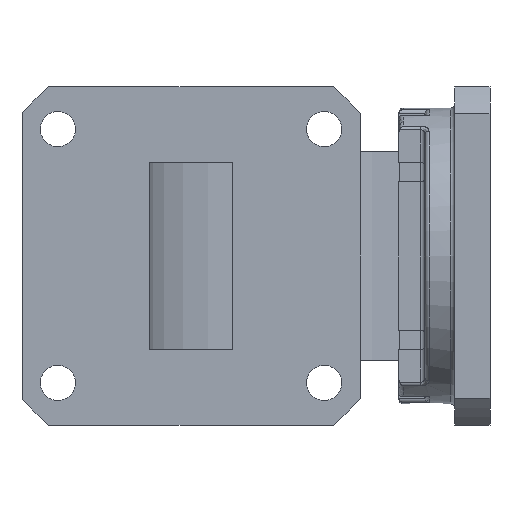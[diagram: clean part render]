
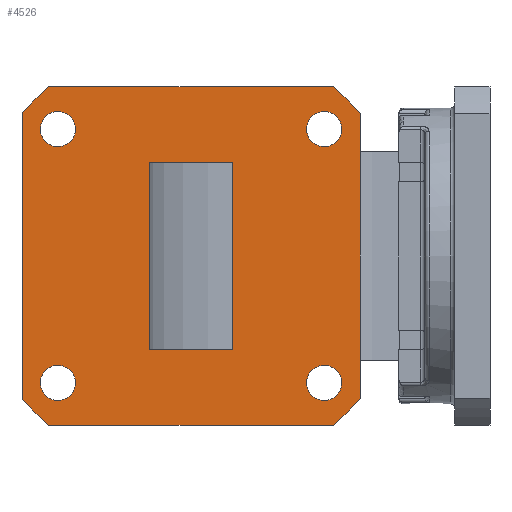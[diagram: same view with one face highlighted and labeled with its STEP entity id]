
A CAD part, left-side view. The second image highlights one B-rep face of the part: STEP entity #4526.
In plain terms, the highlighted planar face has unit normal (-1, 0, 0).
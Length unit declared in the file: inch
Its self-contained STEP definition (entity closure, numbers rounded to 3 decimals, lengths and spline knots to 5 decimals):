
#22 = EDGE_CURVE ( 'NONE', #1024, #1024, #5538, .T. ) ;
#45 = CARTESIAN_POINT ( 'NONE',  ( 0., -0.2, -0.45 ) ) ;
#58 = ORIENTED_EDGE ( 'NONE', *, *, #7143, .F. ) ;
#168 = ORIENTED_EDGE ( 'NONE', *, *, #2341, .F. ) ;
#170 = CARTESIAN_POINT ( 'NONE',  ( 0., 0.8125, -0.68465 ) ) ;
#174 = DIRECTION ( 'NONE',  ( 0., 0., 1. ) ) ;
#238 = CARTESIAN_POINT ( 'NONE',  ( 0., -0.2, -0.45 ) ) ;
#382 = VECTOR ( 'NONE', #824, 39.37008 ) ;
#395 = CARTESIAN_POINT ( 'NONE',  ( 0., -0.64, 0.6945 ) ) ;
#444 = VERTEX_POINT ( 'NONE', #6021 ) ;
#455 = CARTESIAN_POINT ( 'NONE',  ( 0., -0.2, 0.45 ) ) ;
#463 = LINE ( 'NONE', #1376, #1795 ) ;
#533 = VECTOR ( 'NONE', #2646, 39.37008 ) ;
#568 = PLANE ( 'NONE',  #2246 ) ;
#621 = ORIENTED_EDGE ( 'NONE', *, *, #6111, .F. ) ;
#637 = CARTESIAN_POINT ( 'NONE',  ( 0., 0.64, 0.61 ) ) ;
#656 = EDGE_CURVE ( 'NONE', #5671, #5671, #6663, .T. ) ;
#666 = VERTEX_POINT ( 'NONE', #906 ) ;
#704 = AXIS2_PLACEMENT_3D ( 'NONE', #637, #1805, #1268 ) ;
#713 = EDGE_LOOP ( 'NONE', ( #5006 ) ) ;
#721 = VECTOR ( 'NONE', #3188, 39.37008 ) ;
#747 = ORIENTED_EDGE ( 'NONE', *, *, #5086, .F. ) ;
#781 = VERTEX_POINT ( 'NONE', #170 ) ;
#791 = VERTEX_POINT ( 'NONE', #3565 ) ;
#794 = DIRECTION ( 'NONE',  ( 0., 1., 0. ) ) ;
#824 = DIRECTION ( 'NONE',  ( 0., 0., 1. ) ) ;
#906 = CARTESIAN_POINT ( 'NONE',  ( 0., 0.64, -0.5255 ) ) ;
#931 = DIRECTION ( 'NONE',  ( 0., 0., 1. ) ) ;
#939 = VERTEX_POINT ( 'NONE', #6011 ) ;
#953 = CARTESIAN_POINT ( 'NONE',  ( 0., 0., 0. ) ) ;
#974 = VERTEX_POINT ( 'NONE', #2673 ) ;
#981 = DIRECTION ( 'NONE',  ( 0., 0., 1. ) ) ;
#1021 = CARTESIAN_POINT ( 'NONE',  ( 0., -0.8125, 0.68465 ) ) ;
#1024 = VERTEX_POINT ( 'NONE', #6414 ) ;
#1139 = VERTEX_POINT ( 'NONE', #5277 ) ;
#1231 = VECTOR ( 'NONE', #4728, 39.37008 ) ;
#1268 = DIRECTION ( 'NONE',  ( 0., 0., 1. ) ) ;
#1282 = CARTESIAN_POINT ( 'NONE',  ( 0., 0., 0. ) ) ;
#1287 = DIRECTION ( 'NONE',  ( 0., 1., 0. ) ) ;
#1297 = CARTESIAN_POINT ( 'NONE',  ( 0., -0.64, 0.61 ) ) ;
#1316 = LINE ( 'NONE', #4678, #1231 ) ;
#1349 = VERTEX_POINT ( 'NONE', #1021 ) ;
#1376 = CARTESIAN_POINT ( 'NONE',  ( 0., 0., -0.8125 ) ) ;
#1430 = DIRECTION ( 'NONE',  ( -1., 0., 0. ) ) ;
#1482 = DIRECTION ( 'NONE',  ( 0., -1., 0. ) ) ;
#1523 = VERTEX_POINT ( 'NONE', #5557 ) ;
#1582 = DIRECTION ( 'NONE',  ( 1., 0., 0. ) ) ;
#1599 = CIRCLE ( 'NONE', #2174, 1.0625 ) ;
#1611 = DIRECTION ( 'NONE',  ( 0., 0., 1. ) ) ;
#1658 = EDGE_CURVE ( 'NONE', #6656, #444, #2526, .T. ) ;
#1713 = LINE ( 'NONE', #455, #721 ) ;
#1780 = DIRECTION ( 'NONE',  ( -1., 0., 0. ) ) ;
#1782 = ORIENTED_EDGE ( 'NONE', *, *, #656, .F. ) ;
#1795 = VECTOR ( 'NONE', #1287, 39.37008 ) ;
#1805 = DIRECTION ( 'NONE',  ( -1., 0., 0. ) ) ;
#1840 = EDGE_LOOP ( 'NONE', ( #1782 ) ) ;
#1977 = FACE_OUTER_BOUND ( 'NONE', #3590, .T. ) ;
#1991 = CARTESIAN_POINT ( 'NONE',  ( 0., 0., 0. ) ) ;
#2075 = CARTESIAN_POINT ( 'NONE',  ( 0., 0.8125, 0. ) ) ;
#2105 = VERTEX_POINT ( 'NONE', #395 ) ;
#2108 = AXIS2_PLACEMENT_3D ( 'NONE', #953, #7186, #981 ) ;
#2174 = AXIS2_PLACEMENT_3D ( 'NONE', #6642, #1582, #1611 ) ;
#2246 = AXIS2_PLACEMENT_3D ( 'NONE', #3839, #3395, #4401 ) ;
#2290 = VECTOR ( 'NONE', #2454, 39.37008 ) ;
#2341 = EDGE_CURVE ( 'NONE', #974, #781, #4778, .T. ) ;
#2370 = ORIENTED_EDGE ( 'NONE', *, *, #22, .F. ) ;
#2396 = FACE_BOUND ( 'NONE', #6400, .T. ) ;
#2454 = DIRECTION ( 'NONE',  ( 0., -1., 0. ) ) ;
#2475 = CARTESIAN_POINT ( 'NONE',  ( 0., 0.2, 0.45 ) ) ;
#2526 = LINE ( 'NONE', #238, #6835 ) ;
#2560 = LINE ( 'NONE', #2075, #533 ) ;
#2608 = CARTESIAN_POINT ( 'NONE',  ( 0., 0., 0.8125 ) ) ;
#2646 = DIRECTION ( 'NONE',  ( 0., 0., 1. ) ) ;
#2673 = CARTESIAN_POINT ( 'NONE',  ( 0., 0.68465, -0.8125 ) ) ;
#2983 = ORIENTED_EDGE ( 'NONE', *, *, #5102, .F. ) ;
#3077 = AXIS2_PLACEMENT_3D ( 'NONE', #1297, #1780, #174 ) ;
#3188 = DIRECTION ( 'NONE',  ( 0., 0., -1. ) ) ;
#3191 = LINE ( 'NONE', #2608, #7048 ) ;
#3395 = DIRECTION ( 'NONE',  ( -1., 0., 0. ) ) ;
#3473 = FACE_BOUND ( 'NONE', #7134, .T. ) ;
#3506 = DIRECTION ( 'NONE',  ( 1., 0., 0. ) ) ;
#3528 = ORIENTED_EDGE ( 'NONE', *, *, #6065, .F. ) ;
#3565 = CARTESIAN_POINT ( 'NONE',  ( 0., 0.68465, 0.8125 ) ) ;
#3590 = EDGE_LOOP ( 'NONE', ( #7325, #621, #7246, #58, #747, #2983, #7085, #168 ) ) ;
#3700 = ORIENTED_EDGE ( 'NONE', *, *, #4460, .T. ) ;
#3711 = EDGE_CURVE ( 'NONE', #2105, #2105, #4757, .T. ) ;
#3715 = DIRECTION ( 'NONE',  ( 0., 0., 1. ) ) ;
#3717 = VERTEX_POINT ( 'NONE', #4641 ) ;
#3765 = EDGE_CURVE ( 'NONE', #444, #5879, #4593, .T. ) ;
#3839 = CARTESIAN_POINT ( 'NONE',  ( 0., 0., 0. ) ) ;
#4205 = LINE ( 'NONE', #5805, #2290 ) ;
#4266 = ORIENTED_EDGE ( 'NONE', *, *, #1658, .T. ) ;
#4301 = CIRCLE ( 'NONE', #5575, 0.0845 ) ;
#4358 = AXIS2_PLACEMENT_3D ( 'NONE', #1282, #3506, #6792 ) ;
#4401 = DIRECTION ( 'NONE',  ( 0., 0., 1. ) ) ;
#4403 = CIRCLE ( 'NONE', #6992, 1.0625 ) ;
#4460 = EDGE_CURVE ( 'NONE', #1523, #6656, #1713, .T. ) ;
#4473 = EDGE_LOOP ( 'NONE', ( #2370 ) ) ;
#4526 = ADVANCED_FACE ( 'NONE', ( #3473, #1977, #5556, #7257, #5727, #2396 ), #568, .T. ) ;
#4593 = LINE ( 'NONE', #2475, #382 ) ;
#4603 = CIRCLE ( 'NONE', #4358, 1.0625 ) ;
#4641 = CARTESIAN_POINT ( 'NONE',  ( 0., -0.68465, 0.8125 ) ) ;
#4678 = CARTESIAN_POINT ( 'NONE',  ( 0., -0.8125, 0. ) ) ;
#4728 = DIRECTION ( 'NONE',  ( 0., 0., -1. ) ) ;
#4757 = CIRCLE ( 'NONE', #3077, 0.0845 ) ;
#4778 = CIRCLE ( 'NONE', #2108, 1.0625 ) ;
#4794 = DIRECTION ( 'NONE',  ( -1., 0., 0. ) ) ;
#4826 = DIRECTION ( 'NONE',  ( 1., 0., 0. ) ) ;
#4895 = CARTESIAN_POINT ( 'NONE',  ( 0., -0.64, -0.61 ) ) ;
#5006 = ORIENTED_EDGE ( 'NONE', *, *, #3711, .F. ) ;
#5043 = EDGE_CURVE ( 'NONE', #1139, #974, #463, .T. ) ;
#5086 = EDGE_CURVE ( 'NONE', #791, #3717, #3191, .T. ) ;
#5102 = EDGE_CURVE ( 'NONE', #5827, #791, #4403, .T. ) ;
#5252 = AXIS2_PLACEMENT_3D ( 'NONE', #4895, #4794, #931 ) ;
#5277 = CARTESIAN_POINT ( 'NONE',  ( 0., -0.68465, -0.8125 ) ) ;
#5338 = DIRECTION ( 'NONE',  ( 0., 0., 1. ) ) ;
#5447 = CARTESIAN_POINT ( 'NONE',  ( 0., 0.64, -0.61 ) ) ;
#5538 = CIRCLE ( 'NONE', #5252, 0.0845 ) ;
#5543 = EDGE_CURVE ( 'NONE', #781, #5827, #2560, .T. ) ;
#5556 = FACE_BOUND ( 'NONE', #4473, .T. ) ;
#5557 = CARTESIAN_POINT ( 'NONE',  ( 0., -0.2, 0.45 ) ) ;
#5575 = AXIS2_PLACEMENT_3D ( 'NONE', #5447, #1430, #5338 ) ;
#5671 = VERTEX_POINT ( 'NONE', #7114 ) ;
#5727 = FACE_BOUND ( 'NONE', #1840, .T. ) ;
#5805 = CARTESIAN_POINT ( 'NONE',  ( 0., -0.2, 0.45 ) ) ;
#5822 = EDGE_CURVE ( 'NONE', #1349, #939, #1316, .T. ) ;
#5827 = VERTEX_POINT ( 'NONE', #5842 ) ;
#5842 = CARTESIAN_POINT ( 'NONE',  ( 0., 0.8125, 0.68465 ) ) ;
#5879 = VERTEX_POINT ( 'NONE', #5892 ) ;
#5881 = ORIENTED_EDGE ( 'NONE', *, *, #6299, .T. ) ;
#5892 = CARTESIAN_POINT ( 'NONE',  ( 0., 0.2, 0.45 ) ) ;
#5925 = ORIENTED_EDGE ( 'NONE', *, *, #3765, .T. ) ;
#6011 = CARTESIAN_POINT ( 'NONE',  ( 0., -0.8125, -0.68465 ) ) ;
#6021 = CARTESIAN_POINT ( 'NONE',  ( 0., 0.2, -0.45 ) ) ;
#6065 = EDGE_CURVE ( 'NONE', #666, #666, #4301, .T. ) ;
#6111 = EDGE_CURVE ( 'NONE', #939, #1139, #1599, .T. ) ;
#6299 = EDGE_CURVE ( 'NONE', #5879, #1523, #4205, .T. ) ;
#6400 = EDGE_LOOP ( 'NONE', ( #3528 ) ) ;
#6414 = CARTESIAN_POINT ( 'NONE',  ( 0., -0.64, -0.5255 ) ) ;
#6642 = CARTESIAN_POINT ( 'NONE',  ( 0., 0., 0. ) ) ;
#6656 = VERTEX_POINT ( 'NONE', #45 ) ;
#6663 = CIRCLE ( 'NONE', #704, 0.0845 ) ;
#6792 = DIRECTION ( 'NONE',  ( 0., 0., 1. ) ) ;
#6835 = VECTOR ( 'NONE', #794, 39.37008 ) ;
#6992 = AXIS2_PLACEMENT_3D ( 'NONE', #1991, #4826, #3715 ) ;
#7048 = VECTOR ( 'NONE', #1482, 39.37008 ) ;
#7085 = ORIENTED_EDGE ( 'NONE', *, *, #5543, .F. ) ;
#7114 = CARTESIAN_POINT ( 'NONE',  ( 0., 0.64, 0.6945 ) ) ;
#7134 = EDGE_LOOP ( 'NONE', ( #3700, #4266, #5925, #5881 ) ) ;
#7143 = EDGE_CURVE ( 'NONE', #3717, #1349, #4603, .T. ) ;
#7186 = DIRECTION ( 'NONE',  ( 1., 0., 0. ) ) ;
#7246 = ORIENTED_EDGE ( 'NONE', *, *, #5822, .F. ) ;
#7257 = FACE_BOUND ( 'NONE', #713, .T. ) ;
#7325 = ORIENTED_EDGE ( 'NONE', *, *, #5043, .F. ) ;
